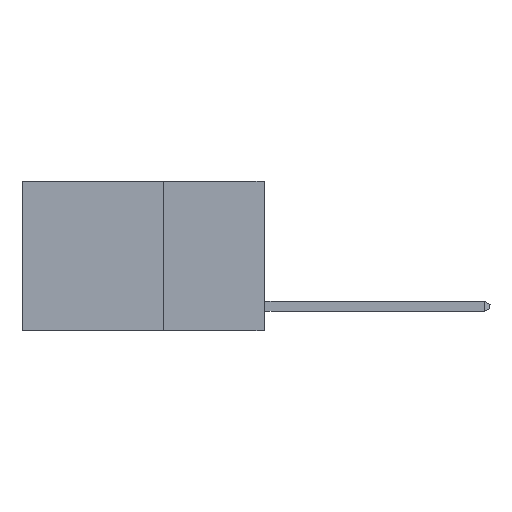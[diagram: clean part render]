
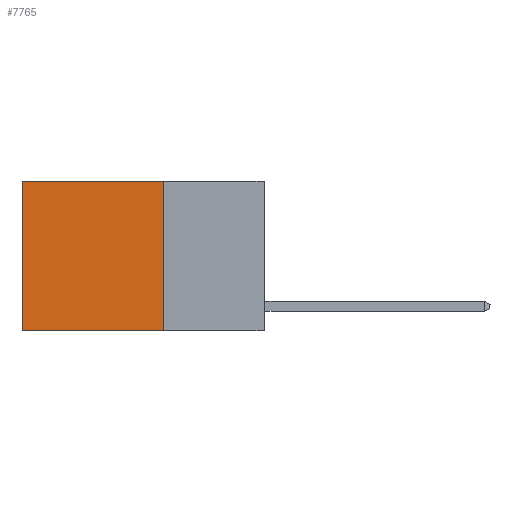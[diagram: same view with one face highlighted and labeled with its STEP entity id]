
A CAD part, left-side view. The second image highlights one B-rep face of the part: STEP entity #7765.
In plain terms, the highlighted planar face has unit normal (-1, 0, 0).
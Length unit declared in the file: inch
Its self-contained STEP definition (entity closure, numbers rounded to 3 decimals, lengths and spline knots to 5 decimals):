
#168 = VERTEX_POINT ( 'NONE', #2313 ) ;
#988 = DIRECTION ( 'NONE',  ( 0., 1., 0. ) ) ;
#1088 = EDGE_CURVE ( 'NONE', #6125, #10918, #2037, .T. ) ;
#1706 = EDGE_CURVE ( 'NONE', #1762, #168, #2017, .T. ) ;
#1762 = VERTEX_POINT ( 'NONE', #2846 ) ;
#2017 = LINE ( 'NONE', #4417, #5717 ) ;
#2037 = LINE ( 'NONE', #2560, #14652 ) ;
#2313 = CARTESIAN_POINT ( 'NONE',  ( 0.2625, 0.6, -0.37 ) ) ;
#2467 = DIRECTION ( 'NONE',  ( 0., 0., -1. ) ) ;
#2560 = CARTESIAN_POINT ( 'NONE',  ( 0.2625, 0.25, 0. ) ) ;
#2846 = CARTESIAN_POINT ( 'NONE',  ( 0.2625, 0.25, -0.37 ) ) ;
#2862 = DIRECTION ( 'NONE',  ( 1., 0., 0. ) ) ;
#2883 = ORIENTED_EDGE ( 'NONE', *, *, #1088, .T. ) ;
#3300 = CARTESIAN_POINT ( 'NONE',  ( 0.2625, 0.6, 0. ) ) ;
#4417 = CARTESIAN_POINT ( 'NONE',  ( 0.2625, 0.25, -0.37 ) ) ;
#4943 = DIRECTION ( 'NONE',  ( 0., 1., 0. ) ) ;
#5717 = VECTOR ( 'NONE', #4943, 39.37008 ) ;
#6125 = VERTEX_POINT ( 'NONE', #12890 ) ;
#6829 = EDGE_CURVE ( 'NONE', #6125, #1762, #9046, .T. ) ;
#7288 = DIRECTION ( 'NONE',  ( 0., 0., -1. ) ) ;
#7763 = FACE_OUTER_BOUND ( 'NONE', #7784, .T. ) ;
#7765 = ADVANCED_FACE ( 'NONE', ( #7763 ), #10442, .F. ) ;
#7784 = EDGE_LOOP ( 'NONE', ( #8888, #15041, #9281, #2883 ) ) ;
#8518 = AXIS2_PLACEMENT_3D ( 'NONE', #9237, #2862, #11585 ) ;
#8615 = VECTOR ( 'NONE', #7288, 39.37008 ) ;
#8888 = ORIENTED_EDGE ( 'NONE', *, *, #9712, .T. ) ;
#9046 = LINE ( 'NONE', #14418, #8615 ) ;
#9237 = CARTESIAN_POINT ( 'NONE',  ( 0.2625, 0.25, 0. ) ) ;
#9281 = ORIENTED_EDGE ( 'NONE', *, *, #6829, .F. ) ;
#9712 = EDGE_CURVE ( 'NONE', #10918, #168, #14549, .T. ) ;
#10442 = PLANE ( 'NONE',  #8518 ) ;
#10918 = VERTEX_POINT ( 'NONE', #3300 ) ;
#11521 = VECTOR ( 'NONE', #2467, 39.37008 ) ;
#11585 = DIRECTION ( 'NONE',  ( 0., 0., -1. ) ) ;
#12326 = CARTESIAN_POINT ( 'NONE',  ( 0.2625, 0.6, 0. ) ) ;
#12890 = CARTESIAN_POINT ( 'NONE',  ( 0.2625, 0.25, 0. ) ) ;
#14418 = CARTESIAN_POINT ( 'NONE',  ( 0.2625, 0.25, 0. ) ) ;
#14549 = LINE ( 'NONE', #12326, #11521 ) ;
#14652 = VECTOR ( 'NONE', #988, 39.37008 ) ;
#15041 = ORIENTED_EDGE ( 'NONE', *, *, #1706, .F. ) ;
